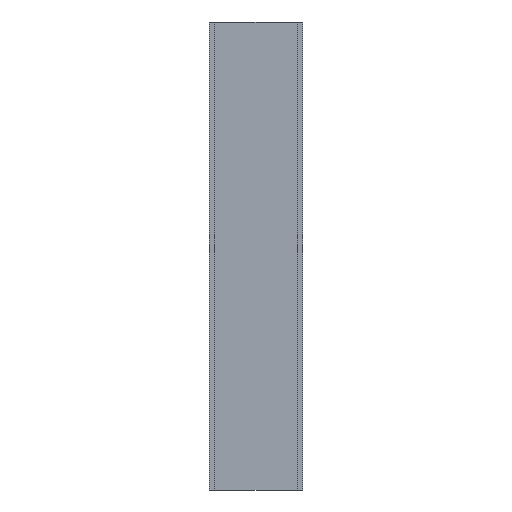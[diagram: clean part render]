
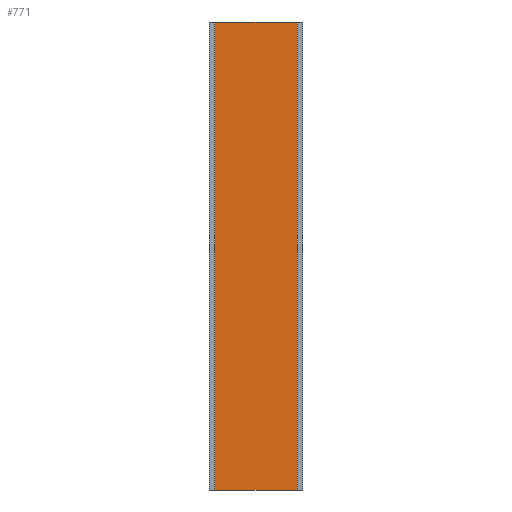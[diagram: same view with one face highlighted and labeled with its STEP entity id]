
A CAD part, left-side view. The second image highlights one B-rep face of the part: STEP entity #771.
In plain terms, the highlighted planar face has unit normal (-1, 0, 0).
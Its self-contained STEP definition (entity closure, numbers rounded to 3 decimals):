
#44 = PLANE('',#45);
#45 = AXIS2_PLACEMENT_3D('',#46,#47,#48);
#46 = CARTESIAN_POINT('',(0.,0.,0.));
#47 = DIRECTION('',(0.,0.,1.));
#48 = DIRECTION('',(1.,0.,-0.));
#100 = PLANE('',#101);
#101 = AXIS2_PLACEMENT_3D('',#102,#103,#104);
#102 = CARTESIAN_POINT('',(0.,0.,1000.));
#103 = DIRECTION('',(0.,0.,1.));
#104 = DIRECTION('',(1.,0.,-0.));
#334 = VERTEX_POINT('',#335);
#335 = CARTESIAN_POINT('',(-4.,88.,0.));
#349 = PLANE('',#350);
#350 = AXIS2_PLACEMENT_3D('',#351,#352,#353);
#351 = CARTESIAN_POINT('',(-60.,88.,0.));
#352 = DIRECTION('',(0.,1.,0.));
#353 = DIRECTION('',(1.,0.,0.));
#361 = EDGE_CURVE('',#334,#362,#364,.T.);
#362 = VERTEX_POINT('',#363);
#363 = CARTESIAN_POINT('',(-4.,-88.,0.));
#364 = SURFACE_CURVE('',#365,(#369,#376),.PCURVE_S1.);
#365 = LINE('',#366,#367);
#366 = CARTESIAN_POINT('',(-4.,100.,0.));
#367 = VECTOR('',#368,1.);
#368 = DIRECTION('',(0.,-1.,0.));
#369 = PCURVE('',#44,#370);
#370 = DEFINITIONAL_REPRESENTATION('',(#371),#375);
#371 = LINE('',#372,#373);
#372 = CARTESIAN_POINT('',(-4.,100.));
#373 = VECTOR('',#374,1.);
#374 = DIRECTION('',(0.,-1.));
#375 = ( GEOMETRIC_REPRESENTATION_CONTEXT(2) 
PARAMETRIC_REPRESENTATION_CONTEXT() REPRESENTATION_CONTEXT('2D SPACE',''
  ) );
#376 = PCURVE('',#377,#382);
#377 = PLANE('',#378);
#378 = AXIS2_PLACEMENT_3D('',#379,#380,#381);
#379 = CARTESIAN_POINT('',(-4.,100.,0.));
#380 = DIRECTION('',(1.,0.,-0.));
#381 = DIRECTION('',(0.,-1.,0.));
#382 = DEFINITIONAL_REPRESENTATION('',(#383),#387);
#383 = LINE('',#384,#385);
#384 = CARTESIAN_POINT('',(0.,0.));
#385 = VECTOR('',#386,1.);
#386 = DIRECTION('',(1.,0.));
#387 = ( GEOMETRIC_REPRESENTATION_CONTEXT(2) 
PARAMETRIC_REPRESENTATION_CONTEXT() REPRESENTATION_CONTEXT('2D SPACE',''
  ) );
#405 = PLANE('',#406);
#406 = AXIS2_PLACEMENT_3D('',#407,#408,#409);
#407 = CARTESIAN_POINT('',(60.,-88.,0.));
#408 = DIRECTION('',(0.,-1.,0.));
#409 = DIRECTION('',(-1.,0.,0.));
#653 = VERTEX_POINT('',#654);
#654 = CARTESIAN_POINT('',(-4.,88.,1000.));
#675 = EDGE_CURVE('',#653,#676,#678,.T.);
#676 = VERTEX_POINT('',#677);
#677 = CARTESIAN_POINT('',(-4.,-88.,1000.));
#678 = SURFACE_CURVE('',#679,(#683,#690),.PCURVE_S1.);
#679 = LINE('',#680,#681);
#680 = CARTESIAN_POINT('',(-4.,100.,1000.));
#681 = VECTOR('',#682,1.);
#682 = DIRECTION('',(0.,-1.,0.));
#683 = PCURVE('',#100,#684);
#684 = DEFINITIONAL_REPRESENTATION('',(#685),#689);
#685 = LINE('',#686,#687);
#686 = CARTESIAN_POINT('',(-4.,100.));
#687 = VECTOR('',#688,1.);
#688 = DIRECTION('',(0.,-1.));
#689 = ( GEOMETRIC_REPRESENTATION_CONTEXT(2) 
PARAMETRIC_REPRESENTATION_CONTEXT() REPRESENTATION_CONTEXT('2D SPACE',''
  ) );
#690 = PCURVE('',#377,#691);
#691 = DEFINITIONAL_REPRESENTATION('',(#692),#696);
#692 = LINE('',#693,#694);
#693 = CARTESIAN_POINT('',(0.,-1000.));
#694 = VECTOR('',#695,1.);
#695 = DIRECTION('',(1.,0.));
#696 = ( GEOMETRIC_REPRESENTATION_CONTEXT(2) 
PARAMETRIC_REPRESENTATION_CONTEXT() REPRESENTATION_CONTEXT('2D SPACE',''
  ) );
#751 = EDGE_CURVE('',#676,#362,#752,.T.);
#752 = SURFACE_CURVE('',#753,(#757,#763),.PCURVE_S1.);
#753 = LINE('',#754,#755);
#754 = CARTESIAN_POINT('',(-4.,-88.,0.));
#755 = VECTOR('',#756,1.);
#756 = DIRECTION('',(0.,-0.,-1.));
#757 = PCURVE('',#405,#758);
#758 = DEFINITIONAL_REPRESENTATION('',(#759),#762);
#759 = B_SPLINE_CURVE_WITH_KNOTS('',1,(#760,#761),.UNSPECIFIED.,.F.,.F.,
  (2,2),(-1000.,0.),.PIECEWISE_BEZIER_KNOTS.);
#760 = CARTESIAN_POINT('',(64.,-1000.));
#761 = CARTESIAN_POINT('',(64.,0.));
#762 = ( GEOMETRIC_REPRESENTATION_CONTEXT(2) 
PARAMETRIC_REPRESENTATION_CONTEXT() REPRESENTATION_CONTEXT('2D SPACE',''
  ) );
#763 = PCURVE('',#377,#764);
#764 = DEFINITIONAL_REPRESENTATION('',(#765),#768);
#765 = B_SPLINE_CURVE_WITH_KNOTS('',1,(#766,#767),.UNSPECIFIED.,.F.,.F.,
  (2,2),(-1000.,0.),.PIECEWISE_BEZIER_KNOTS.);
#766 = CARTESIAN_POINT('',(188.,-1000.));
#767 = CARTESIAN_POINT('',(188.,0.));
#768 = ( GEOMETRIC_REPRESENTATION_CONTEXT(2) 
PARAMETRIC_REPRESENTATION_CONTEXT() REPRESENTATION_CONTEXT('2D SPACE',''
  ) );
#771 = ADVANCED_FACE('',(#772),#377,.F.);
#772 = FACE_BOUND('',#773,.F.);
#773 = EDGE_LOOP('',(#774,#775,#794,#795));
#774 = ORIENTED_EDGE('',*,*,#361,.F.);
#775 = ORIENTED_EDGE('',*,*,#776,.T.);
#776 = EDGE_CURVE('',#334,#653,#777,.T.);
#777 = SURFACE_CURVE('',#778,(#782,#788),.PCURVE_S1.);
#778 = LINE('',#779,#780);
#779 = CARTESIAN_POINT('',(-4.,88.,0.));
#780 = VECTOR('',#781,1.);
#781 = DIRECTION('',(0.,-0.,1.));
#782 = PCURVE('',#377,#783);
#783 = DEFINITIONAL_REPRESENTATION('',(#784),#787);
#784 = B_SPLINE_CURVE_WITH_KNOTS('',1,(#785,#786),.UNSPECIFIED.,.F.,.F.,
  (2,2),(0.,1000.),.PIECEWISE_BEZIER_KNOTS.);
#785 = CARTESIAN_POINT('',(12.,0.));
#786 = CARTESIAN_POINT('',(12.,-1000.));
#787 = ( GEOMETRIC_REPRESENTATION_CONTEXT(2) 
PARAMETRIC_REPRESENTATION_CONTEXT() REPRESENTATION_CONTEXT('2D SPACE',''
  ) );
#788 = PCURVE('',#349,#789);
#789 = DEFINITIONAL_REPRESENTATION('',(#790),#793);
#790 = B_SPLINE_CURVE_WITH_KNOTS('',1,(#791,#792),.UNSPECIFIED.,.F.,.F.,
  (2,2),(0.,1000.),.PIECEWISE_BEZIER_KNOTS.);
#791 = CARTESIAN_POINT('',(56.,0.));
#792 = CARTESIAN_POINT('',(56.,-1000.));
#793 = ( GEOMETRIC_REPRESENTATION_CONTEXT(2) 
PARAMETRIC_REPRESENTATION_CONTEXT() REPRESENTATION_CONTEXT('2D SPACE',''
  ) );
#794 = ORIENTED_EDGE('',*,*,#675,.T.);
#795 = ORIENTED_EDGE('',*,*,#751,.T.);
